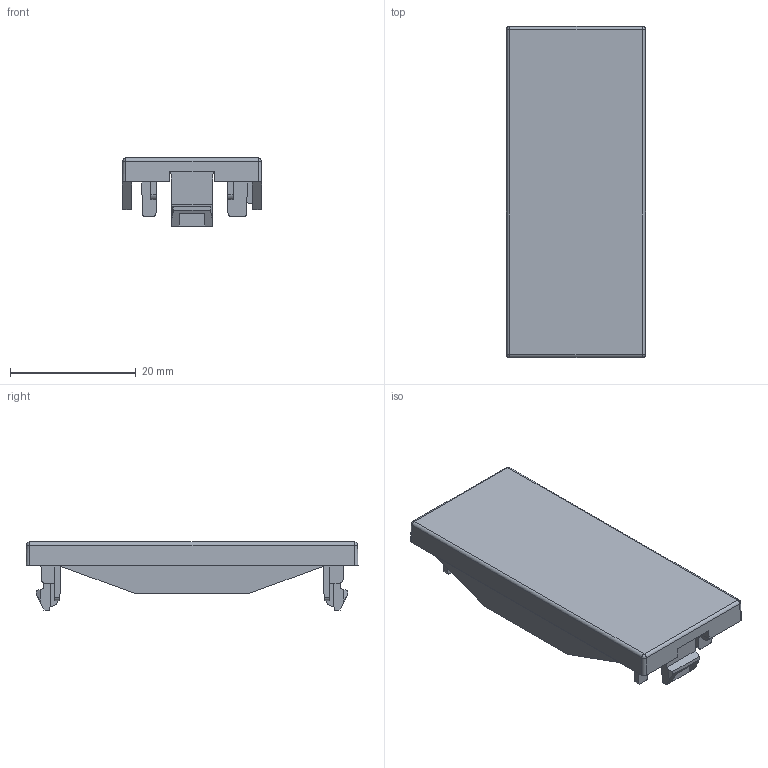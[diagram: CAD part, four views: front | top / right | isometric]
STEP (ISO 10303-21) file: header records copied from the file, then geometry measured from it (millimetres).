
FILE_DESCRIPTION((''),'2;1');
FILE_NAME('KONG-LINEA_20','2023-12-29T',('admin'),(''),'PRO/ENGINEER BY PARAMETRIC TECHNOLOGY CORPORATION, 2012480','PRO/ENGINEER BY PARAMETRIC TECHNOLOGY CORPORATION, 2012480','');
FILE_SCHEMA(('CONFIG_CONTROL_DESIGN'));
Length unit declared in the file: millimetre
Products named in the file (1): KONG-LINEA_20
Bounding box: 22.14 x 52.7 x 10.8 mm (x, y, z)
Volume: 3456.4 mm3; surface area: 4133.3 mm2
Topology: 1 solids, 1 shells, 154 faces, 414 edges, 264 vertices
Faces by surface type: plane 108, cylinder 36, sphere 8, cone 2
Entity records: 4925 total; most frequent: CARTESIAN_POINT 1137, ORIENTED_EDGE 820, DIRECTION 696, EDGE_CURVE 410, VECTOR 332, LINE 332, VERTEX_POINT 264, AXIS2_PLACEMENT_3D 182
